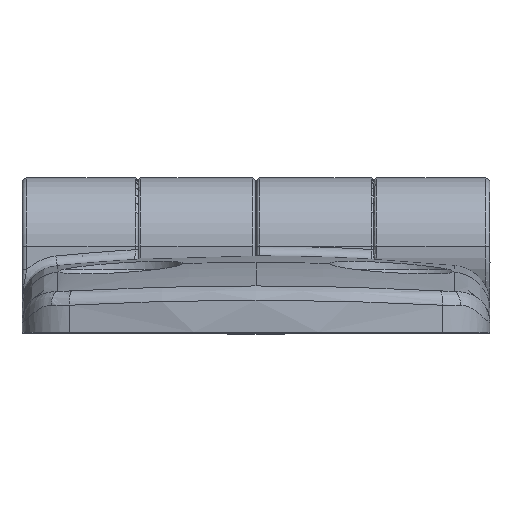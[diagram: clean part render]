
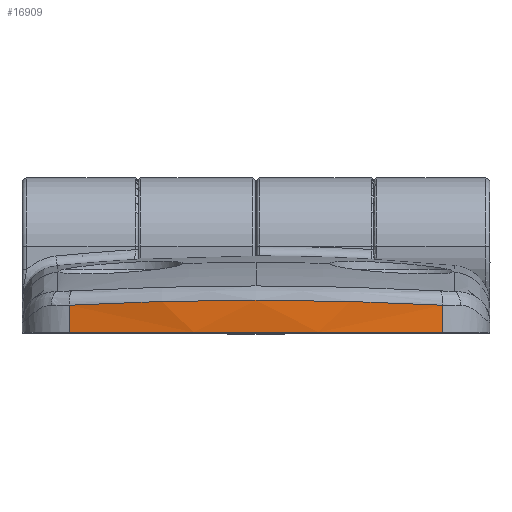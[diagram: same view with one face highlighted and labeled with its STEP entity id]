
A CAD part, top view. The second image highlights one B-rep face of the part: STEP entity #16909.
In plain terms, the highlighted cylindrical face has radius 100 mm (diameter 200 mm), a partial arc.
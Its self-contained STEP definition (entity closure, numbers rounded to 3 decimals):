
#135 = CARTESIAN_POINT ( 'NONE',  ( -19.149, 2.78, 41.65 ) ) ;
#156 = CARTESIAN_POINT ( 'NONE',  ( -12.893, 3.118, 42.87 ) ) ;
#238 = CYLINDRICAL_SURFACE ( 'NONE', #23305, 100. ) ;
#524 = CARTESIAN_POINT ( 'NONE',  ( 0., 3.287, 43.5 ) ) ;
#614 = CARTESIAN_POINT ( 'NONE',  ( -6.472, 3.287, 43.5 ) ) ;
#828 = CARTESIAN_POINT ( 'NONE',  ( 12.893, 3.118, 42.87 ) ) ;
#1376 = B_SPLINE_CURVE_WITH_KNOTS ( 'NONE', 3,
 ( #22465, #828, #4363, #9445 ),
 .UNSPECIFIED., .F., .F.,
 ( 4, 4 ),
 ( 0., 1. ),
 .UNSPECIFIED. ) ;
#2087 = ORIENTED_EDGE ( 'NONE', *, *, #4437, .T. ) ;
#2896 = EDGE_LOOP ( 'NONE', ( #2918, #2087, #6205, #13671, #11440 ) ) ;
#2918 = ORIENTED_EDGE ( 'NONE', *, *, #4472, .T. ) ;
#3455 = VECTOR ( 'NONE', #9450, 1000. ) ;
#3667 = DIRECTION ( 'NONE',  ( 0., -1., 0. ) ) ;
#4055 = B_SPLINE_CURVE_WITH_KNOTS ( 'NONE', 3,
 ( #524, #614, #156, #135 ),
 .UNSPECIFIED., .F., .F.,
 ( 4, 4 ),
 ( 0., 1. ),
 .UNSPECIFIED. ) ;
#4363 = CARTESIAN_POINT ( 'NONE',  ( 6.471, 3.287, 43.5 ) ) ;
#4437 = EDGE_CURVE ( 'NONE', #7310, #7043, #4055, .T. ) ;
#4472 = EDGE_CURVE ( 'NONE', #22812, #7310, #1376, .T. ) ;
#4533 = VERTEX_POINT ( 'NONE', #22233 ) ;
#4803 = CARTESIAN_POINT ( 'NONE',  ( -19.149, 2.78, 41.65 ) ) ;
#6205 = ORIENTED_EDGE ( 'NONE', *, *, #9399, .F. ) ;
#7043 = VERTEX_POINT ( 'NONE', #4803 ) ;
#7310 = VERTEX_POINT ( 'NONE', #13394 ) ;
#8947 = AXIS2_PLACEMENT_3D ( 'NONE', #14946, #3667, #16787 ) ;
#9192 = CARTESIAN_POINT ( 'NONE',  ( -19.149, 15.9, 41.649 ) ) ;
#9264 = EDGE_CURVE ( 'NONE', #21026, #22812, #19696, .T. ) ;
#9399 = EDGE_CURVE ( 'NONE', #4533, #7043, #22001, .T. ) ;
#9434 = EDGE_CURVE ( 'NONE', #21026, #4533, #23893, .T. ) ;
#9445 = CARTESIAN_POINT ( 'NONE',  ( 0., 3.287, 43.5 ) ) ;
#9450 = DIRECTION ( 'NONE',  ( 0., 1., 0. ) ) ;
#10243 = VECTOR ( 'NONE', #11116, 1000. ) ;
#10818 = CARTESIAN_POINT ( 'NONE',  ( 0., 7.9, -56.5 ) ) ;
#11116 = DIRECTION ( 'NONE',  ( 0., 1., 0. ) ) ;
#11389 = CARTESIAN_POINT ( 'NONE',  ( 19.149, 7.9, 41.649 ) ) ;
#11440 = ORIENTED_EDGE ( 'NONE', *, *, #9264, .T. ) ;
#12393 = CARTESIAN_POINT ( 'NONE',  ( 19.149, 0., 41.649 ) ) ;
#13394 = CARTESIAN_POINT ( 'NONE',  ( 0., 3.287, 43.5 ) ) ;
#13671 = ORIENTED_EDGE ( 'NONE', *, *, #9434, .F. ) ;
#14771 = CARTESIAN_POINT ( 'NONE',  ( 19.149, 2.78, 41.65 ) ) ;
#14946 = CARTESIAN_POINT ( 'NONE',  ( 0., 0., -56.5 ) ) ;
#16787 = DIRECTION ( 'NONE',  ( 0., 0., -1. ) ) ;
#16909 = ADVANCED_FACE ( 'NONE', ( #21193 ), #238, .T. ) ;
#18220 = DIRECTION ( 'NONE',  ( 0., 0., -1. ) ) ;
#19696 = LINE ( 'NONE', #11389, #3455 ) ;
#20008 = DIRECTION ( 'NONE',  ( 0., -1., 0. ) ) ;
#21026 = VERTEX_POINT ( 'NONE', #12393 ) ;
#21193 = FACE_OUTER_BOUND ( 'NONE', #2896, .T. ) ;
#22001 = LINE ( 'NONE', #9192, #10243 ) ;
#22233 = CARTESIAN_POINT ( 'NONE',  ( -19.149, 0., 41.649 ) ) ;
#22465 = CARTESIAN_POINT ( 'NONE',  ( 19.149, 2.78, 41.65 ) ) ;
#22812 = VERTEX_POINT ( 'NONE', #14771 ) ;
#23305 = AXIS2_PLACEMENT_3D ( 'NONE', #10818, #20008, #18220 ) ;
#23893 = CIRCLE ( 'NONE', #8947, 100. ) ;
